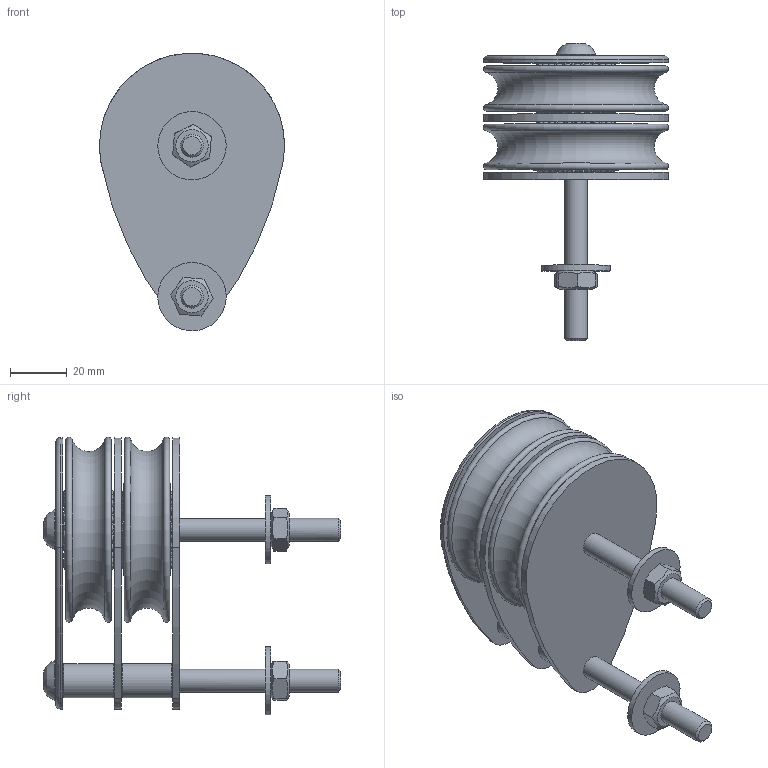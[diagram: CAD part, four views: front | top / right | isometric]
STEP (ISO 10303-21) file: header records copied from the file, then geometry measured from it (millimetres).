
FILE_DESCRIPTION(/* description */ (''),/* implementation_level */ '2;1');
FILE_NAME(/* name */ 'S0612.stp',/* time_stamp */ '2020-01-05T12:17:33+01:00',/* author */ ('francesca'),/* organization */ (''),/* preprocessor_version */ 'ST-DEVELOPER v16.5',/* originating_system */ 'Autodesk Inventor 2017',/* authorisation */ '');
FILE_SCHEMA (('CONFIG_CONTROL_DESIGN'));
Length unit declared in the file: millimetre
Products named in the file (1): 17111512
Bounding box: 65 x 104.4 x 97.47 mm (x, y, z)
Volume: 126049.3 mm3; surface area: 55622.6 mm2
Topology: 1 solids, 1 shells, 252 faces, 438 edges, 310 vertices
Faces by surface type: sphere 96, plane 52, torus 40, cylinder 34, cone 28, bspline 2
Full cylindrical faces by diameter (mm): 8 x4, 8.4 x2, 11 x8, 12 x6, 24 x2
Entity records: 5734 total; most frequent: DIRECTION 1046, CARTESIAN_POINT 1043, ORIENTED_EDGE 680, AXIS2_PLACEMENT_3D 505, EDGE_LOOP 480, EDGE_CURVE 340, VERTEX_POINT 298, CIRCLE 254
